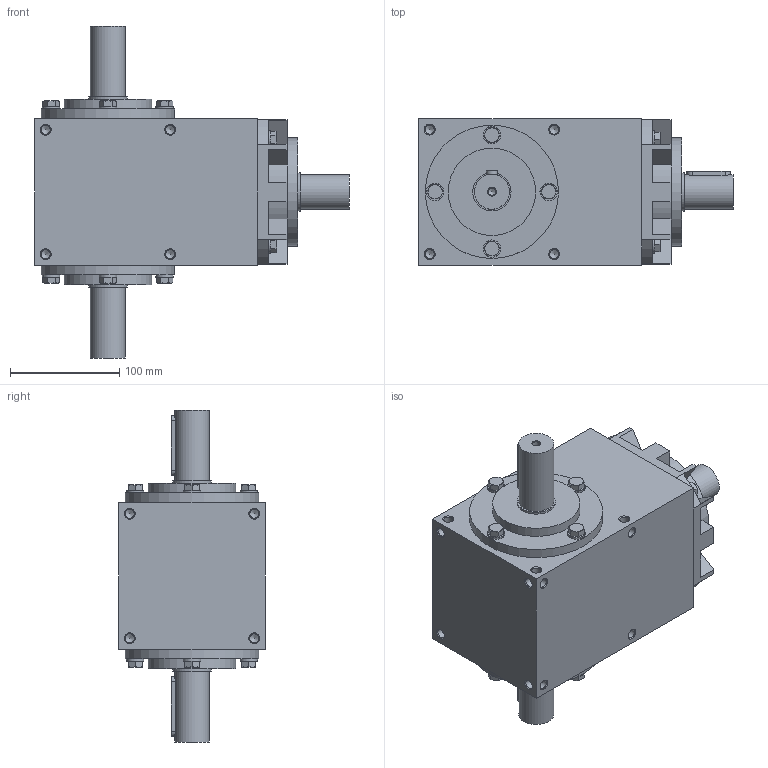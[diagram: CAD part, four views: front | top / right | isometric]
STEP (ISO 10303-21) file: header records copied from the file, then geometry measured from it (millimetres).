
FILE_DESCRIPTION(/* description */ ('STEP AP203'),/* implementation_level */ '2;1');
FILE_NAME(/* name */ 'RHS32_RH-S1_R.1_2',/* time_stamp */ '2023-01-10T11:25:22+01:00',/* author */ ('License CC BY-ND 4.0'),/* organization */ ('CADENAS'),/* preprocessor_version */ 'ST-DEVELOPER v18.102',/* originating_system */ 'PARTsolutions',/* authorisation */ ' ');
FILE_SCHEMA (('CONFIG_CONTROL_DESIGN'));
Length unit declared in the file: millimetre
Products named in the file (5): RHS32_RH-S1_R.1/2; RHS321-proshaft; RC_RR32-screw; RHX32-screw; RHS32-case
Assembly tree (15 placements, depth 2):
  RHS32_RH-S1_R.1/2
    RHS321-proshaft  x2
    RC_RR32-screw  x8
    RHX32-screw  x4
    RHS32-case
Bounding box: 288 x 134 x 304 mm (x, y, z)
Volume: 4506946.2 mm3; surface area: 226995.5 mm2
Topology: 15 solids, 15 shells, 431 faces, 1038 edges, 646 vertices
Faces by surface type: plane 209, cone 126, cylinder 96
Full cylindrical faces by diameter (mm): 6.647 x7, 8.376 x40, 10 x4, 16 x12, 32 x3, 35 x3, 80 x2, 99 x1, 122 x2
Entity records: 8725 total; most frequent: CARTESIAN_POINT 1280, DIRECTION 1256, ORIENTED_EDGE 1016, EDGE_CURVE 508, AXIS2_PLACEMENT_3D 502, FACE_BOUND 418, VERTEX_POINT 394, EDGE_LOOP 392
